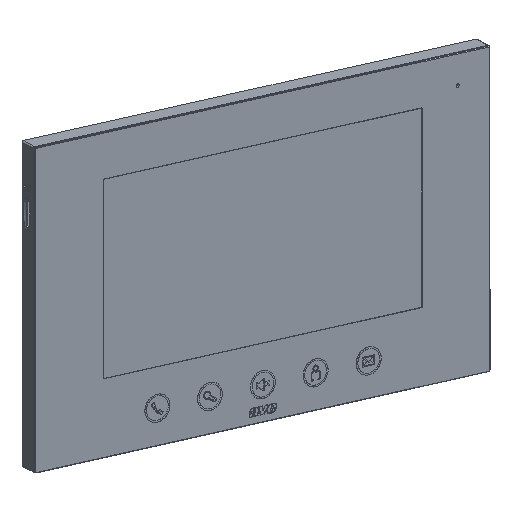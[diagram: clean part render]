
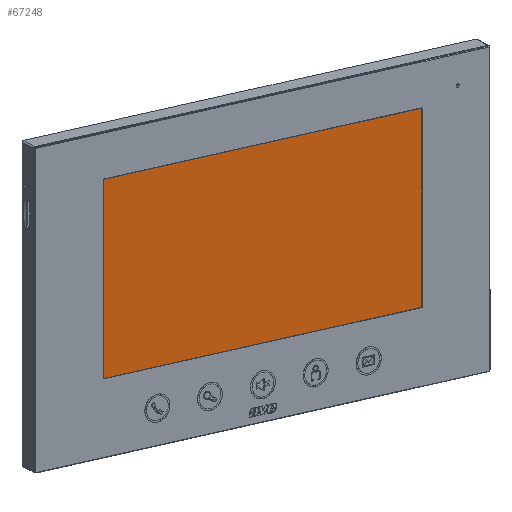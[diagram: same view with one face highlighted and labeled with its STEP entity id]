
A CAD part, top view. The second image highlights one B-rep face of the part: STEP entity #67248.
In plain terms, the highlighted face is planar.
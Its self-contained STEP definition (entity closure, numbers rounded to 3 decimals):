
#65544=CARTESIAN_POINT('Vertex',(-76.84,-0.1,35.8)) ;
#65551=CARTESIAN_POINT('Vertex',(-76.84,-0.1,-49.72)) ;
#65554=CARTESIAN_POINT('Line Origine',(-76.84,-0.1,-6.96)) ;
#65575=CARTESIAN_POINT('Vertex',(76.84,-0.1,35.8)) ;
#65578=CARTESIAN_POINT('Line Origine',(0.,-0.1,35.8)) ;
#65595=CARTESIAN_POINT('Line Origine',(76.84,-0.1,-6.96)) ;
#65599=CARTESIAN_POINT('Vertex',(76.84,-0.1,-49.72)) ;
#65619=CARTESIAN_POINT('Line Origine',(0.,-0.1,-49.72)) ;
#67237=CARTESIAN_POINT('Axis2P3D Location',(76.54,-0.1,35.5)) ;
#65555=DIRECTION('Vector Direction',(0.,0.,-1.)) ;
#65579=DIRECTION('Vector Direction',(-1.,0.,0.)) ;
#65596=DIRECTION('Vector Direction',(0.,0.,-1.)) ;
#65620=DIRECTION('Vector Direction',(1.,0.,0.)) ;
#67238=DIRECTION('Axis2P3D Direction',(-0.,-1.,-0.)) ;
#67239=DIRECTION('Axis2P3D XDirection',(-1.,0.,0.)) ;
#67240=AXIS2_PLACEMENT_3D('Plane Axis2P3D',#67237,#67238,#67239) ;
#67243=ORIENTED_EDGE('',*,*,#65558,.T.) ;
#67244=ORIENTED_EDGE('',*,*,#65623,.T.) ;
#67245=ORIENTED_EDGE('',*,*,#65601,.F.) ;
#67246=ORIENTED_EDGE('',*,*,#65582,.T.) ;
#65556=VECTOR('Line Direction',#65555,1.) ;
#65580=VECTOR('Line Direction',#65579,1.) ;
#65597=VECTOR('Line Direction',#65596,1.) ;
#65621=VECTOR('Line Direction',#65620,1.) ;
#67248=ADVANCED_FACE('8\\MANIFOLD_SOLID_BREP #68137',(#67247),#67241,.T.) ;
#65558=EDGE_CURVE('',#65545,#65552,#65557,.T.) ;
#65582=EDGE_CURVE('',#65576,#65545,#65581,.T.) ;
#65601=EDGE_CURVE('',#65576,#65600,#65598,.T.) ;
#65623=EDGE_CURVE('',#65552,#65600,#65622,.T.) ;
#67242=EDGE_LOOP('',(#67243,#67244,#67245,#67246)) ;
#67247=FACE_OUTER_BOUND('',#67242,.T.) ;
#65557=LINE('Line',#65554,#65556) ;
#65581=LINE('Line',#65578,#65580) ;
#65598=LINE('Line',#65595,#65597) ;
#65622=LINE('Line',#65619,#65621) ;
#67241=PLANE('',#67240) ;
#65545=VERTEX_POINT('',#65544) ;
#65552=VERTEX_POINT('',#65551) ;
#65576=VERTEX_POINT('',#65575) ;
#65600=VERTEX_POINT('',#65599) ;
